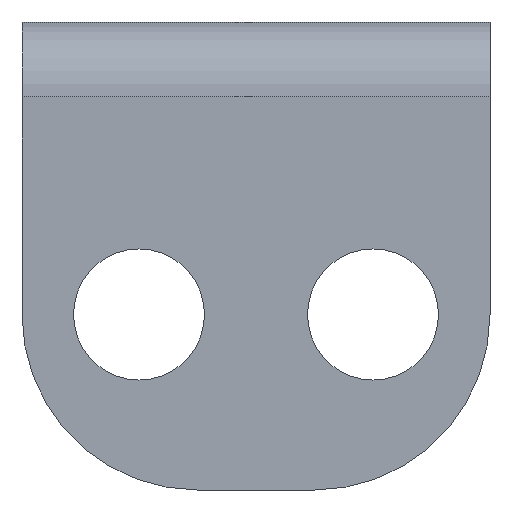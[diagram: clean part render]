
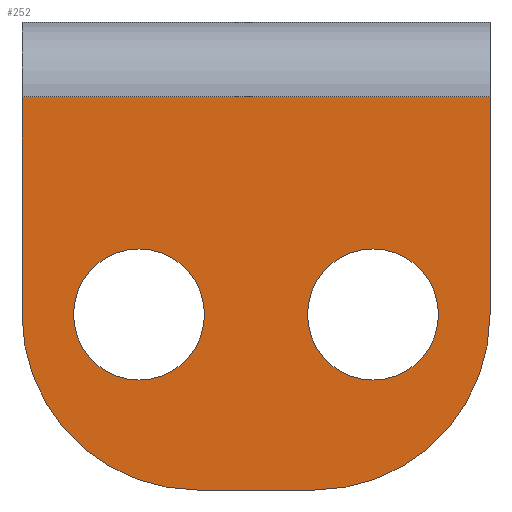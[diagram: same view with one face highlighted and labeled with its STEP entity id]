
A CAD part, front view. The second image highlights one B-rep face of the part: STEP entity #252.
In plain terms, the highlighted planar face has unit normal (0, -1, 0).
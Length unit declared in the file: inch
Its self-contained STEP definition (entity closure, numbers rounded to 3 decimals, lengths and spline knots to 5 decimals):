
#15=FACE_BOUND('',#45,.T.);
#16=FACE_BOUND('',#46,.T.);
#21=PLANE('',#270);
#30=FACE_OUTER_BOUND('',#44,.T.);
#44=EDGE_LOOP('',(#181,#182,#183,#184,#185,#186));
#45=EDGE_LOOP('',(#187));
#46=EDGE_LOOP('',(#188));
#64=LINE('',#378,#86);
#65=LINE('',#381,#87);
#66=LINE('',#385,#88);
#67=LINE('',#388,#89);
#86=VECTOR('',#302,0.25);
#87=VECTOR('',#305,0.11625);
#88=VECTOR('',#308,0.0625);
#89=VECTOR('',#311,0.11625);
#109=CIRCLE('',#271,0.09375);
#110=CIRCLE('',#272,0.09375);
#111=CIRCLE('',#273,0.035);
#112=CIRCLE('',#274,0.035);
#119=VERTEX_POINT('',#371);
#122=VERTEX_POINT('',#376);
#123=VERTEX_POINT('',#380);
#124=VERTEX_POINT('',#382);
#125=VERTEX_POINT('',#384);
#126=VERTEX_POINT('',#386);
#127=VERTEX_POINT('',#389);
#128=VERTEX_POINT('',#391);
#146=EDGE_CURVE('',#122,#119,#64,.T.);
#147=EDGE_CURVE('',#123,#122,#65,.T.);
#148=EDGE_CURVE('',#124,#123,#109,.T.);
#149=EDGE_CURVE('',#125,#124,#66,.T.);
#150=EDGE_CURVE('',#126,#125,#110,.T.);
#151=EDGE_CURVE('',#119,#126,#67,.T.);
#152=EDGE_CURVE('',#127,#127,#111,.T.);
#153=EDGE_CURVE('',#128,#128,#112,.T.);
#181=ORIENTED_EDGE('',*,*,#146,.F.);
#182=ORIENTED_EDGE('',*,*,#147,.F.);
#183=ORIENTED_EDGE('',*,*,#148,.F.);
#184=ORIENTED_EDGE('',*,*,#149,.F.);
#185=ORIENTED_EDGE('',*,*,#150,.F.);
#186=ORIENTED_EDGE('',*,*,#151,.F.);
#187=ORIENTED_EDGE('',*,*,#152,.T.);
#188=ORIENTED_EDGE('',*,*,#153,.T.);
#252=ADVANCED_FACE('',(#30,#15,#16),#21,.T.);
#270=AXIS2_PLACEMENT_3D('',#379,#303,#304);
#271=AXIS2_PLACEMENT_3D('',#383,#306,#307);
#272=AXIS2_PLACEMENT_3D('',#387,#309,#310);
#273=AXIS2_PLACEMENT_3D('',#390,#312,#313);
#274=AXIS2_PLACEMENT_3D('',#392,#314,#315);
#302=DIRECTION('',(1.,0.,0.));
#303=DIRECTION('center_axis',(0.,-1.,0.));
#304=DIRECTION('ref_axis',(0.,0.,-1.));
#305=DIRECTION('',(0.,0.,1.));
#306=DIRECTION('center_axis',(0.,1.,0.));
#307=DIRECTION('ref_axis',(-0.707,0.,-0.707));
#308=DIRECTION('',(-1.,0.,0.));
#309=DIRECTION('center_axis',(0.,1.,0.));
#310=DIRECTION('ref_axis',(0.707,0.,-0.707));
#311=DIRECTION('',(0.,0.,-1.));
#312=DIRECTION('center_axis',(0.,1.,0.));
#313=DIRECTION('ref_axis',(1.,0.,0.));
#314=DIRECTION('center_axis',(0.,1.,0.));
#315=DIRECTION('ref_axis',(1.,0.,0.));
#371=CARTESIAN_POINT('',(0.125,0.,-0.04));
#376=CARTESIAN_POINT('',(-0.125,0.,-0.04));
#378=CARTESIAN_POINT('',(0.,0.,-0.04));
#379=CARTESIAN_POINT('Origin',(0.,0.,0.));
#380=CARTESIAN_POINT('',(-0.125,0.,-0.15625));
#381=CARTESIAN_POINT('',(-0.125,0.,0.));
#382=CARTESIAN_POINT('',(-0.03125,0.,-0.25));
#383=CARTESIAN_POINT('Origin',(-0.03125,0.,-0.15625));
#384=CARTESIAN_POINT('',(0.03125,0.,-0.25));
#385=CARTESIAN_POINT('',(0.,0.,-0.25));
#386=CARTESIAN_POINT('',(0.125,0.,-0.15625));
#387=CARTESIAN_POINT('Origin',(0.03125,0.,-0.15625));
#388=CARTESIAN_POINT('',(0.125,0.,0.));
#389=CARTESIAN_POINT('',(-0.0975,0.,-0.15625));
#390=CARTESIAN_POINT('Origin',(-0.0625,0.,-0.15625));
#391=CARTESIAN_POINT('',(0.0275,0.,-0.15625));
#392=CARTESIAN_POINT('Origin',(0.0625,0.,-0.15625));
